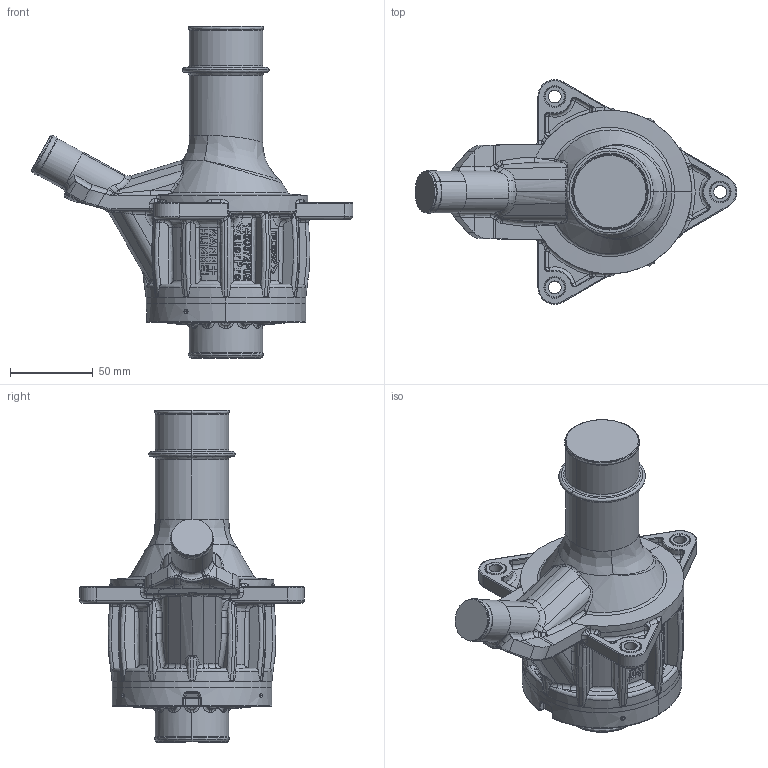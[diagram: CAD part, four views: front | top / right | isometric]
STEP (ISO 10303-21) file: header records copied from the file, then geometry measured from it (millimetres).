
FILE_DESCRIPTION(('CAx-IF Rec.Pracs.---Model Styling and Organization---1.2---2011-12-15','CAx-IF Rec.Pracs.---Geometric and Assembly Validation Properties---4.3---2015-07-16','CAx-IF Rec.Pracs.---Representation and Presentation of Product Manufacturing Information (PMI)---4.0.3---2016-08-25'),'2;1');
FILE_NAME('__1460672P02_ME_F_001-00.stp','2023-07-31T11:21:26+02:00',(''),(''),'STEP Interface 4.6 by CT CoreTechnologie','3D_Evolution4.6 by CT CoreTechnologie','');
FILE_SCHEMA(('AP203_CONFIGURATION_CONTROLLED_3D_DESIGN_OF_MECHANICAL_PARTS_AND_ASSEMBLIES_MIM_LF'));
Length unit declared in the file: millimetre
Products named in the file (1): 1460672P02_ME_F_1-00
Bounding box: 193.88 x 135.25 x 200 mm (x, y, z)
Volume: 817966.1 mm3; surface area: 85373 mm2
Topology: 4 solids, 4 shells, 2001 faces, 4997 edges, 2980 vertices
Faces by surface type: bspline 1190, plane 488, cylinder 323
Entity records: 97200 total; most frequent: CARTESIAN_POINT 32893, ORIENTED_EDGE 9834, DIRECTION 8389, EDGE_CURVE 4917, AXIS2_PLACEMENT_3D 3321, VERTEX_POINT 2980, CIRCLE 2508, EDGE_LOOP 2069
